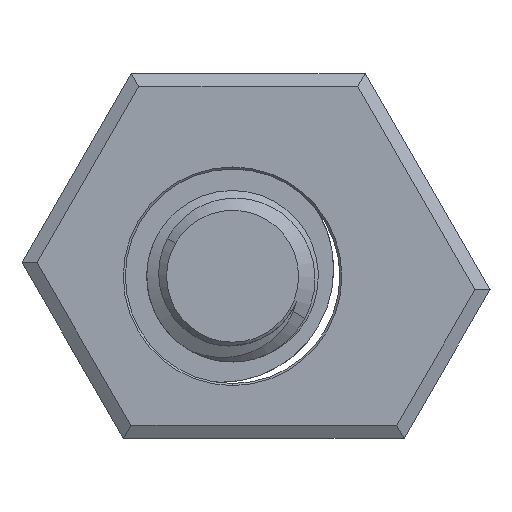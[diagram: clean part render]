
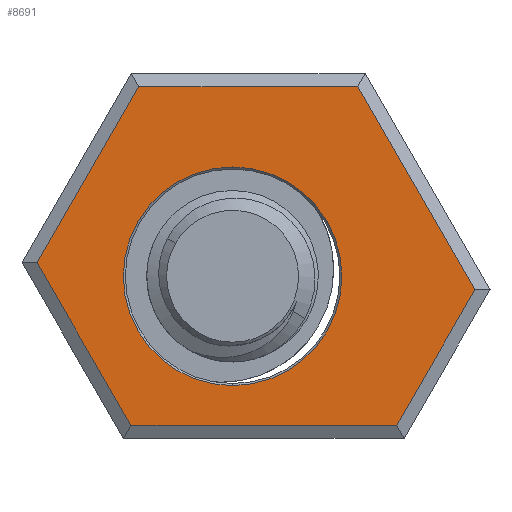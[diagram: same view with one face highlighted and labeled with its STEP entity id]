
A CAD part, front view. The second image highlights one B-rep face of the part: STEP entity #8691.
In plain terms, the highlighted planar face has unit normal (0, -1, 0).
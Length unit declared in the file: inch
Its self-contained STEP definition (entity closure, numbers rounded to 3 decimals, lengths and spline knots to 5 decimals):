
#77 = EDGE_LOOP ( 'NONE', ( #2029, #3324, #2943, #8895, #6045, #2696 ) ) ;
#380 = CARTESIAN_POINT ( 'NONE',  ( -0.80243, 0., -0.36349 ) ) ;
#613 = CARTESIAN_POINT ( 'NONE',  ( -0.29629, 0., -0.43444 ) ) ;
#682 = VERTEX_POINT ( 'NONE', #4183 ) ;
#845 = ORIENTED_EDGE ( 'NONE', *, *, #6925, .T. ) ;
#871 = LINE ( 'NONE', #4374, #3049 ) ;
#1036 = VERTEX_POINT ( 'NONE', #8880 ) ;
#1243 = EDGE_CURVE ( 'NONE', #3887, #682, #7659, .T. ) ;
#1256 = CARTESIAN_POINT ( 'NONE',  ( -0.56984, 0., 0.03937 ) ) ;
#1402 = FACE_BOUND ( 'NONE', #4446, .T. ) ;
#2029 = ORIENTED_EDGE ( 'NONE', *, *, #4685, .T. ) ;
#2046 = LINE ( 'NONE', #380, #4628 ) ;
#2150 = DIRECTION ( 'NONE',  ( 0., 0., 1. ) ) ;
#2696 = ORIENTED_EDGE ( 'NONE', *, *, #5843, .T. ) ;
#2914 = VECTOR ( 'NONE', #5193, 39.37008 ) ;
#2939 = AXIS2_PLACEMENT_3D ( 'NONE', #10726, #7971, #9815 ) ;
#2943 = ORIENTED_EDGE ( 'NONE', *, *, #9467, .F. ) ;
#3015 = CARTESIAN_POINT ( 'NONE',  ( 0., 0., 0. ) ) ;
#3049 = VECTOR ( 'NONE', #3734, 39.37008 ) ;
#3076 = DIRECTION ( 'NONE',  ( 0.5, 0., 0.866 ) ) ;
#3229 = DIRECTION ( 'NONE',  ( -1., 0., 0. ) ) ;
#3324 = ORIENTED_EDGE ( 'NONE', *, *, #1243, .T. ) ;
#3362 = CARTESIAN_POINT ( 'NONE',  ( 0.47813, 0., -0.43444 ) ) ;
#3489 = VERTEX_POINT ( 'NONE', #7757 ) ;
#3734 = DIRECTION ( 'NONE',  ( -1., 0., 0. ) ) ;
#3774 = AXIS2_PLACEMENT_3D ( 'NONE', #8516, #9389, #4036 ) ;
#3887 = VERTEX_POINT ( 'NONE', #8266 ) ;
#4036 = DIRECTION ( 'NONE',  ( 0., 0., -1. ) ) ;
#4183 = CARTESIAN_POINT ( 'NONE',  ( -0.27355, 0., 0.55255 ) ) ;
#4374 = CARTESIAN_POINT ( 'NONE',  ( 0., 0., -0.43444 ) ) ;
#4446 = EDGE_LOOP ( 'NONE', ( #5892, #845 ) ) ;
#4449 = VECTOR ( 'NONE', #3229, 39.37008 ) ;
#4573 = AXIS2_PLACEMENT_3D ( 'NONE', #3015, #6515, #2150 ) ;
#4628 = VECTOR ( 'NONE', #3076, 39.37008 ) ;
#4685 = EDGE_CURVE ( 'NONE', #3489, #3887, #5893, .T. ) ;
#4779 = VERTEX_POINT ( 'NONE', #613 ) ;
#5193 = DIRECTION ( 'NONE',  ( -0.5, 0., 0.866 ) ) ;
#5843 = EDGE_CURVE ( 'NONE', #7927, #3489, #9468, .T. ) ;
#5876 = CARTESIAN_POINT ( 'NONE',  ( 0., 0., 0.3185 ) ) ;
#5892 = ORIENTED_EDGE ( 'NONE', *, *, #8234, .T. ) ;
#5893 = LINE ( 'NONE', #10385, #7550 ) ;
#5927 = FACE_OUTER_BOUND ( 'NONE', #77, .T. ) ;
#6045 = ORIENTED_EDGE ( 'NONE', *, *, #7247, .F. ) ;
#6054 = LINE ( 'NONE', #9577, #2914 ) ;
#6515 = DIRECTION ( 'NONE',  ( 0., 1., 0. ) ) ;
#6558 = CARTESIAN_POINT ( 'NONE',  ( 0., 0., 0.55255 ) ) ;
#6925 = EDGE_CURVE ( 'NONE', #8662, #1036, #7906, .T. ) ;
#7247 = EDGE_CURVE ( 'NONE', #7927, #4779, #871, .T. ) ;
#7550 = VECTOR ( 'NONE', #8482, 39.37008 ) ;
#7659 = LINE ( 'NONE', #6558, #4449 ) ;
#7757 = CARTESIAN_POINT ( 'NONE',  ( 0.70622, 0., -0.03937 ) ) ;
#7906 = CIRCLE ( 'NONE', #2939, 0.3185 ) ;
#7927 = VERTEX_POINT ( 'NONE', #3362 ) ;
#7971 = DIRECTION ( 'NONE',  ( 0., 1., 0. ) ) ;
#8234 = EDGE_CURVE ( 'NONE', #1036, #8662, #10446, .T. ) ;
#8266 = CARTESIAN_POINT ( 'NONE',  ( 0.36448, 0., 0.55255 ) ) ;
#8406 = EDGE_CURVE ( 'NONE', #4779, #10867, #6054, .T. ) ;
#8408 = PLANE ( 'NONE',  #3774 ) ;
#8430 = DIRECTION ( 'NONE',  ( 0.5, 0., 0.866 ) ) ;
#8482 = DIRECTION ( 'NONE',  ( -0.5, 0., 0.866 ) ) ;
#8516 = CARTESIAN_POINT ( 'NONE',  ( 0., 0., 0. ) ) ;
#8662 = VERTEX_POINT ( 'NONE', #5876 ) ;
#8691 = ADVANCED_FACE ( 'NONE', ( #5927, #1402 ), #8408, .T. ) ;
#8880 = CARTESIAN_POINT ( 'NONE',  ( 0., 0., -0.3185 ) ) ;
#8895 = ORIENTED_EDGE ( 'NONE', *, *, #8406, .F. ) ;
#9389 = DIRECTION ( 'NONE',  ( 0., -1., 0. ) ) ;
#9411 = CARTESIAN_POINT ( 'NONE',  ( 0.18871, 0., -0.93572 ) ) ;
#9467 = EDGE_CURVE ( 'NONE', #10867, #682, #2046, .T. ) ;
#9468 = LINE ( 'NONE', #9411, #10889 ) ;
#9577 = CARTESIAN_POINT ( 'NONE',  ( -0.01823, 0., -0.91604 ) ) ;
#9815 = DIRECTION ( 'NONE',  ( 0., 0., 1. ) ) ;
#10385 = CARTESIAN_POINT ( 'NONE',  ( 0.90472, 0., -0.38317 ) ) ;
#10446 = CIRCLE ( 'NONE', #4573, 0.3185 ) ;
#10726 = CARTESIAN_POINT ( 'NONE',  ( 0., 0., 0. ) ) ;
#10867 = VERTEX_POINT ( 'NONE', #1256 ) ;
#10889 = VECTOR ( 'NONE', #8430, 39.37008 ) ;
